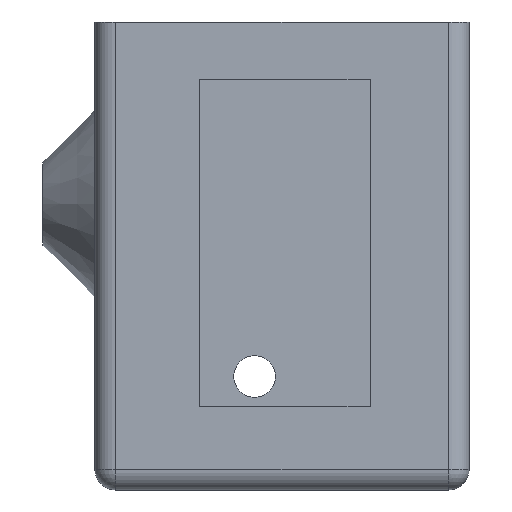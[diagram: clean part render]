
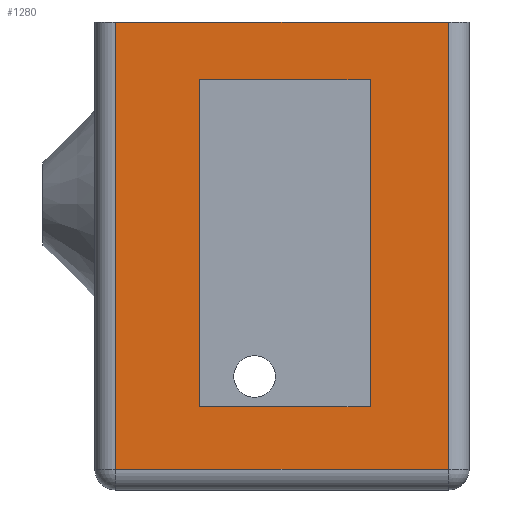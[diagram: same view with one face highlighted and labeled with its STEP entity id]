
A CAD part, front view. The second image highlights one B-rep face of the part: STEP entity #1280.
In plain terms, the highlighted planar face has unit normal (0, -1, 0).
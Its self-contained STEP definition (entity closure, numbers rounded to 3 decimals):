
#305 = VERTEX_POINT('',#306);
#306 = CARTESIAN_POINT('',(1.,-21.,45.));
#313 = EDGE_CURVE('',#314,#305,#316,.T.);
#314 = VERTEX_POINT('',#315);
#315 = CARTESIAN_POINT('',(1.,-21.,2.));
#316 = LINE('',#317,#318);
#317 = CARTESIAN_POINT('',(1.,-21.,0.));
#318 = VECTOR('',#319,1.);
#319 = DIRECTION('',(0.,0.,1.));
#347 = EDGE_CURVE('',#348,#305,#350,.T.);
#348 = VERTEX_POINT('',#349);
#349 = CARTESIAN_POINT('',(33.,-21.,45.));
#350 = LINE('',#351,#352);
#351 = CARTESIAN_POINT('',(33.,-21.,45.));
#352 = VECTOR('',#353,1.);
#353 = DIRECTION('',(-1.,0.,0.));
#1280 = ADVANCED_FACE('',(#1281,#1299),#1333,.T.);
#1281 = FACE_BOUND('',#1282,.T.);
#1282 = EDGE_LOOP('',(#1283,#1291,#1292,#1293));
#1283 = ORIENTED_EDGE('',*,*,#1284,.T.);
#1284 = EDGE_CURVE('',#1285,#348,#1287,.T.);
#1285 = VERTEX_POINT('',#1286);
#1286 = CARTESIAN_POINT('',(33.,-21.,2.));
#1287 = LINE('',#1288,#1289);
#1288 = CARTESIAN_POINT('',(33.,-21.,0.));
#1289 = VECTOR('',#1290,1.);
#1290 = DIRECTION('',(0.,0.,1.));
#1291 = ORIENTED_EDGE('',*,*,#347,.T.);
#1292 = ORIENTED_EDGE('',*,*,#313,.F.);
#1293 = ORIENTED_EDGE('',*,*,#1294,.T.);
#1294 = EDGE_CURVE('',#314,#1285,#1295,.T.);
#1295 = LINE('',#1296,#1297);
#1296 = CARTESIAN_POINT('',(1.,-21.,2.));
#1297 = VECTOR('',#1298,1.);
#1298 = DIRECTION('',(1.,0.,0.));
#1299 = FACE_BOUND('',#1300,.T.);
#1300 = EDGE_LOOP('',(#1301,#1311,#1319,#1327));
#1301 = ORIENTED_EDGE('',*,*,#1302,.T.);
#1302 = EDGE_CURVE('',#1303,#1305,#1307,.T.);
#1303 = VERTEX_POINT('',#1304);
#1304 = CARTESIAN_POINT('',(25.465,-21.,39.466));
#1305 = VERTEX_POINT('',#1306);
#1306 = CARTESIAN_POINT('',(25.465,-21.,8.));
#1307 = LINE('',#1308,#1309);
#1308 = CARTESIAN_POINT('',(25.465,-21.,39.466));
#1309 = VECTOR('',#1310,1.);
#1310 = DIRECTION('',(0.,0.,-1.));
#1311 = ORIENTED_EDGE('',*,*,#1312,.T.);
#1312 = EDGE_CURVE('',#1305,#1313,#1315,.T.);
#1313 = VERTEX_POINT('',#1314);
#1314 = CARTESIAN_POINT('',(9.091,-21.,8.));
#1315 = LINE('',#1316,#1317);
#1316 = CARTESIAN_POINT('',(25.465,-21.,8.));
#1317 = VECTOR('',#1318,1.);
#1318 = DIRECTION('',(-1.,0.,0.));
#1319 = ORIENTED_EDGE('',*,*,#1320,.T.);
#1320 = EDGE_CURVE('',#1313,#1321,#1323,.T.);
#1321 = VERTEX_POINT('',#1322);
#1322 = CARTESIAN_POINT('',(9.091,-21.,39.466));
#1323 = LINE('',#1324,#1325);
#1324 = CARTESIAN_POINT('',(9.091,-21.,8.));
#1325 = VECTOR('',#1326,1.);
#1326 = DIRECTION('',(0.,0.,1.));
#1327 = ORIENTED_EDGE('',*,*,#1328,.T.);
#1328 = EDGE_CURVE('',#1321,#1303,#1329,.T.);
#1329 = LINE('',#1330,#1331);
#1330 = CARTESIAN_POINT('',(9.091,-21.,39.466));
#1331 = VECTOR('',#1332,1.);
#1332 = DIRECTION('',(1.,0.,0.));
#1333 = PLANE('',#1334);
#1334 = AXIS2_PLACEMENT_3D('',#1335,#1336,#1337);
#1335 = CARTESIAN_POINT('',(33.,-21.,0.));
#1336 = DIRECTION('',(0.,-1.,0.));
#1337 = DIRECTION('',(-1.,0.,0.));
